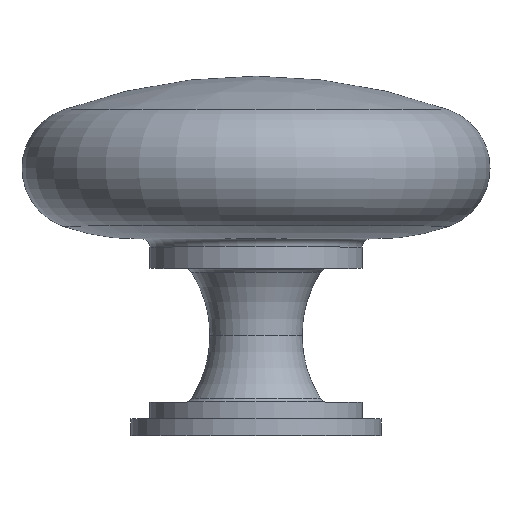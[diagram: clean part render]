
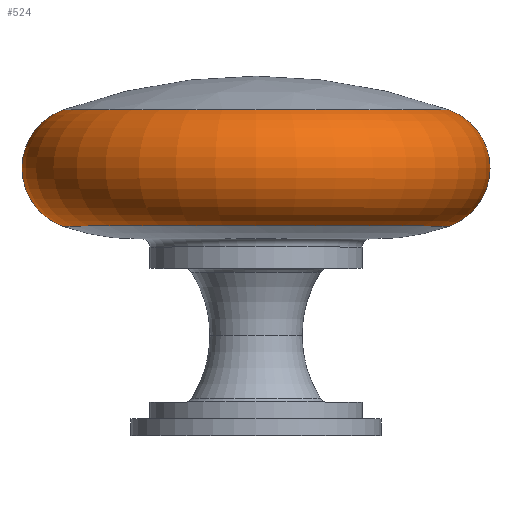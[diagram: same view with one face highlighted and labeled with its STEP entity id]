
A CAD part, top view. The second image highlights one B-rep face of the part: STEP entity #524.
In plain terms, the highlighted toroidal (fillet/blend) face has major radius 10.308 mm and minor radius 3.692 mm.
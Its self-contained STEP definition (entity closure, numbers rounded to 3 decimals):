
#32 = CARTESIAN_POINT ( 'NONE',  ( 10.308, 16.001, 0. ) ) ;
#60 = ORIENTED_EDGE ( 'NONE', *, *, #455, .T. ) ;
#64 = FACE_OUTER_BOUND ( 'NONE', #638, .T. ) ;
#73 = DIRECTION ( 'NONE',  ( 0., -1., 0. ) ) ;
#85 = CARTESIAN_POINT ( 'NONE',  ( -10.308, 16.001, 0. ) ) ;
#92 = VERTEX_POINT ( 'NONE', #317 ) ;
#103 = AXIS2_PLACEMENT_3D ( 'NONE', #32, #439, #255 ) ;
#105 = CIRCLE ( 'NONE', #506, 11.564 ) ;
#139 = DIRECTION ( 'NONE',  ( 1., 0., 0. ) ) ;
#157 = CARTESIAN_POINT ( 'NONE',  ( -11.564, 12.53, 0. ) ) ;
#234 = DIRECTION ( 'NONE',  ( 1., 0., 0. ) ) ;
#236 = VERTEX_POINT ( 'NONE', #157 ) ;
#254 = ORIENTED_EDGE ( 'NONE', *, *, #643, .F. ) ;
#255 = DIRECTION ( 'NONE',  ( -1., 0., 0. ) ) ;
#259 = DIRECTION ( 'NONE',  ( 0., -1., 0. ) ) ;
#295 = VERTEX_POINT ( 'NONE', #372 ) ;
#317 = CARTESIAN_POINT ( 'NONE',  ( 11.564, 19.473, 0. ) ) ;
#330 = CIRCLE ( 'NONE', #759, 11.564 ) ;
#362 = CIRCLE ( 'NONE', #103, 3.692 ) ;
#372 = CARTESIAN_POINT ( 'NONE',  ( 11.564, 12.53, 0. ) ) ;
#406 = CARTESIAN_POINT ( 'NONE',  ( -11.564, 19.473, 0. ) ) ;
#408 = AXIS2_PLACEMENT_3D ( 'NONE', #523, #259, #139 ) ;
#439 = DIRECTION ( 'NONE',  ( 0., 0., -1. ) ) ;
#447 = VERTEX_POINT ( 'NONE', #406 ) ;
#455 = EDGE_CURVE ( 'NONE', #447, #236, #527, .T. ) ;
#465 = CARTESIAN_POINT ( 'NONE',  ( 0., 12.53, 0. ) ) ;
#475 = DIRECTION ( 'NONE',  ( 0., 0., 1. ) ) ;
#477 = CARTESIAN_POINT ( 'NONE',  ( 0., 19.473, 0. ) ) ;
#482 = DIRECTION ( 'NONE',  ( 0., -1., 0. ) ) ;
#506 = AXIS2_PLACEMENT_3D ( 'NONE', #465, #73, #727 ) ;
#523 = CARTESIAN_POINT ( 'NONE',  ( 0., 16.001, 0. ) ) ;
#524 = ADVANCED_FACE ( 'NONE', ( #64 ), #786, .T. ) ;
#527 = CIRCLE ( 'NONE', #566, 3.692 ) ;
#549 = ORIENTED_EDGE ( 'NONE', *, *, #717, .T. ) ;
#566 = AXIS2_PLACEMENT_3D ( 'NONE', #85, #475, #618 ) ;
#586 = ORIENTED_EDGE ( 'NONE', *, *, #842, .F. ) ;
#618 = DIRECTION ( 'NONE',  ( 1., 0., 0. ) ) ;
#638 = EDGE_LOOP ( 'NONE', ( #549, #60, #586, #254 ) ) ;
#643 = EDGE_CURVE ( 'NONE', #92, #295, #362, .T. ) ;
#717 = EDGE_CURVE ( 'NONE', #92, #447, #330, .T. ) ;
#727 = DIRECTION ( 'NONE',  ( 1., 0., 0. ) ) ;
#759 = AXIS2_PLACEMENT_3D ( 'NONE', #477, #482, #234 ) ;
#786 = TOROIDAL_SURFACE ( 'NONE', #408, 10.308, 3.692 ) ;
#842 = EDGE_CURVE ( 'NONE', #295, #236, #105, .T. ) ;
